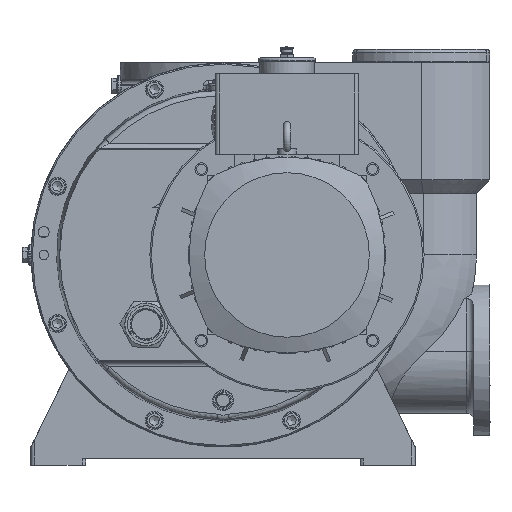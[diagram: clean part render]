
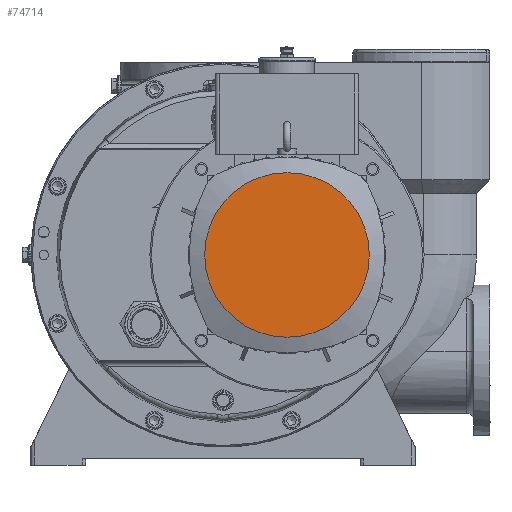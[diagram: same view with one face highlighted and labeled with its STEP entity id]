
A CAD part, front view. The second image highlights one B-rep face of the part: STEP entity #74714.
In plain terms, the highlighted planar face has unit normal (0, -1, 0).
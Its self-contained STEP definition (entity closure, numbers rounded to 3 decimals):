
#74698=CARTESIAN_POINT('',(70.,-923.,0.));
#74699=DIRECTION('',(0.0,-1.0,0.0));
#74700=DIRECTION('',(0.0,0.0,1.0));
#74701=AXIS2_PLACEMENT_3D('',#74698,#74699,#74700);
#74702=PLANE('',#74701);
#74703=CARTESIAN_POINT('',(70.,-923.,90.0));
#74704=VERTEX_POINT('',#74703);
#74705=CARTESIAN_POINT('',(70.,-923.,0.));
#74706=DIRECTION('',(0.0,-1.0,0.0));
#74707=DIRECTION('',(0.0,0.0,1.0));
#74708=AXIS2_PLACEMENT_3D('',#74705,#74706,#74707);
#74709=CIRCLE('',#74708,90.);
#74710=EDGE_CURVE('',#74704,#74704,#74709,.T.);
#74711=ORIENTED_EDGE('',*,*,#74710,.T.);
#74712=EDGE_LOOP('',(#74711));
#74713=FACE_OUTER_BOUND('',#74712,.T.);
#74714=ADVANCED_FACE('',(#74713),#74702,.T.);
